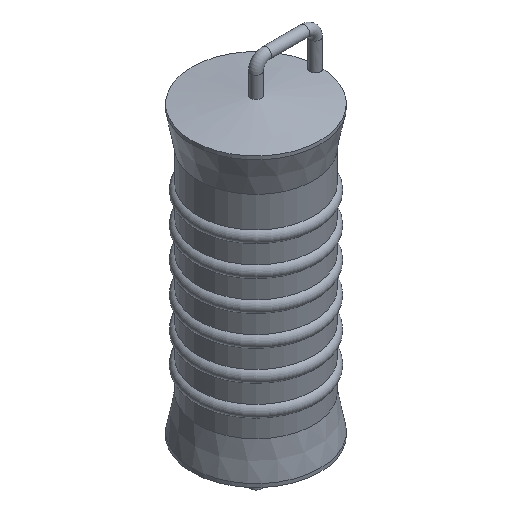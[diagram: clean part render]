
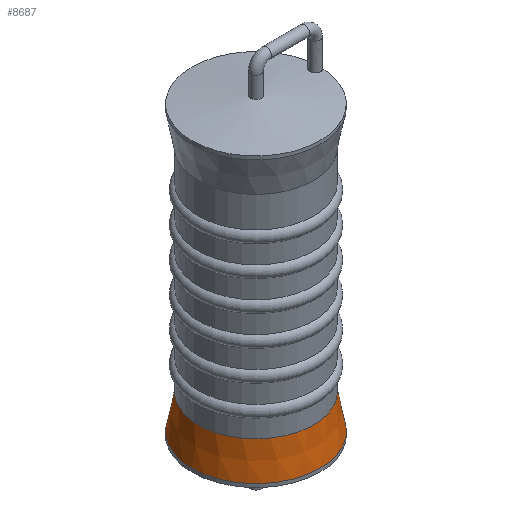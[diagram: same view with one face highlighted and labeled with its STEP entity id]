
A CAD part, isometric view. The second image highlights one B-rep face of the part: STEP entity #8687.
In plain terms, the highlighted conical face has half-angle 10.535 degrees and reference radius 5.5 mm.
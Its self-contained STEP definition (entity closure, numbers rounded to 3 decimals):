
#4180 = VERTEX_POINT('',#4181);
#4181 = CARTESIAN_POINT('',(4.932,-0.425,4.));
#4243 = EDGE_CURVE('',#4180,#4244,#4246,.T.);
#4244 = VERTEX_POINT('',#4245);
#4245 = CARTESIAN_POINT('',(5.497,-0.168,1.043));
#4246 = B_SPLINE_CURVE_WITH_KNOTS('',5,(#4247,#4248,#4249,#4250,#4251,
    #4252,#4253,#4254,#4255,#4256,#4257,#4258,#4259,#4260,#4261,#4262,
    #4263,#4264,#4265,#4266,#4267,#4268,#4269,#4270,#4271,#4272,#4273,
    #4274,#4275,#4276,#4277,#4278,#4279,#4280),.UNSPECIFIED.,.F.,.F.,(6,
    4,4,4,4,4,4,4,6),(0.,0.117,0.233,
    0.35,0.47,0.595,0.724,
    0.855,1.),.UNSPECIFIED.);
#4247 = CARTESIAN_POINT('',(4.932,-0.425,4.));
#4248 = CARTESIAN_POINT('',(4.947,-0.43,
    3.914));
#4249 = CARTESIAN_POINT('',(4.963,-0.435,
    3.827));
#4250 = CARTESIAN_POINT('',(4.979,-0.439,
    3.738));
#4251 = CARTESIAN_POINT('',(4.996,-0.442,
    3.647));
#4252 = CARTESIAN_POINT('',(5.03,-0.447,
    3.466));
#4253 = CARTESIAN_POINT('',(5.046,-0.449,
    3.374));
#4254 = CARTESIAN_POINT('',(5.063,-0.45,
    3.283));
#4255 = CARTESIAN_POINT('',(5.08,-0.45,
    3.192));
#4256 = CARTESIAN_POINT('',(5.114,-0.449,
    3.01));
#4257 = CARTESIAN_POINT('',(5.132,-0.448,
    2.919));
#4258 = CARTESIAN_POINT('',(5.148,-0.445,
    2.83));
#4259 = CARTESIAN_POINT('',(5.165,-0.442,
    2.742));
#4260 = CARTESIAN_POINT('',(5.198,-0.435,
    2.568));
#4261 = CARTESIAN_POINT('',(5.215,-0.43,2.482
    ));
#4262 = CARTESIAN_POINT('',(5.231,-0.424,2.397)
  );
#4263 = CARTESIAN_POINT('',(5.247,-0.418,
    2.316));
#4264 = CARTESIAN_POINT('',(5.278,-0.405,
    2.155));
#4265 = CARTESIAN_POINT('',(5.293,-0.397,
    2.076));
#4266 = CARTESIAN_POINT('',(5.308,-0.389,
    2.));
#4267 = CARTESIAN_POINT('',(5.322,-0.38,1.926
    ));
#4268 = CARTESIAN_POINT('',(5.35,-0.36,
    1.784));
#4269 = CARTESIAN_POINT('',(5.364,-0.35,1.714
    ));
#4270 = CARTESIAN_POINT('',(5.377,-0.339,1.648)
  );
#4271 = CARTESIAN_POINT('',(5.389,-0.328,
    1.586));
#4272 = CARTESIAN_POINT('',(5.413,-0.303,
    1.466));
#4273 = CARTESIAN_POINT('',(5.424,-0.291,1.408
    ));
#4274 = CARTESIAN_POINT('',(5.435,-0.277,
    1.354));
#4275 = CARTESIAN_POINT('',(5.445,-0.264,1.304
    ));
#4276 = CARTESIAN_POINT('',(5.465,-0.234,
    1.206));
#4277 = CARTESIAN_POINT('',(5.474,-0.218,
    1.158));
#4278 = CARTESIAN_POINT('',(5.483,-0.202,1.115
    ));
#4279 = CARTESIAN_POINT('',(5.491,-0.185,
    1.077));
#4280 = CARTESIAN_POINT('',(5.497,-0.168,1.043));
#4310 = VERTEX_POINT('',#4311);
#4311 = CARTESIAN_POINT('',(5.497,0.168,1.043));
#4320 = EDGE_CURVE('',#4310,#4321,#4323,.T.);
#4321 = VERTEX_POINT('',#4322);
#4322 = CARTESIAN_POINT('',(4.932,0.425,4.));
#4323 = B_SPLINE_CURVE_WITH_KNOTS('',5,(#4324,#4325,#4326,#4327,#4328,
    #4329,#4330,#4331,#4332,#4333,#4334,#4335,#4336,#4337,#4338,#4339,
    #4340,#4341,#4342,#4343,#4344,#4345,#4346,#4347,#4348,#4349,#4350,
    #4351,#4352,#4353,#4354,#4355,#4356,#4357),.UNSPECIFIED.,.F.,.F.,(6,
    4,4,4,4,4,4,4,6),(0.,0.129,0.26,
    0.389,0.514,0.634,0.752,
    0.868,1.),.UNSPECIFIED.);
#4324 = CARTESIAN_POINT('',(5.497,0.168,1.043));
#4325 = CARTESIAN_POINT('',(5.491,0.183,1.073
    ));
#4326 = CARTESIAN_POINT('',(5.484,0.198,1.107
    ));
#4327 = CARTESIAN_POINT('',(5.477,0.213,1.145)
  );
#4328 = CARTESIAN_POINT('',(5.469,0.227,1.185
    ));
#4329 = CARTESIAN_POINT('',(5.451,0.255,1.275
    ));
#4330 = CARTESIAN_POINT('',(5.441,0.269,1.323)
  );
#4331 = CARTESIAN_POINT('',(5.431,0.283,1.375
    ));
#4332 = CARTESIAN_POINT('',(5.42,0.296,1.431)
  );
#4333 = CARTESIAN_POINT('',(5.397,0.32,1.547)
  );
#4334 = CARTESIAN_POINT('',(5.385,0.332,1.608
    ));
#4335 = CARTESIAN_POINT('',(5.372,0.343,1.672
    ));
#4336 = CARTESIAN_POINT('',(5.359,0.354,1.74
    ));
#4337 = CARTESIAN_POINT('',(5.331,0.374,1.879
    ));
#4338 = CARTESIAN_POINT('',(5.317,0.383,1.951)
  );
#4339 = CARTESIAN_POINT('',(5.303,0.392,2.026
    ));
#4340 = CARTESIAN_POINT('',(5.288,0.4,2.104
    ));
#4341 = CARTESIAN_POINT('',(5.257,0.414,2.262)
  );
#4342 = CARTESIAN_POINT('',(5.241,0.421,2.342
    ));
#4343 = CARTESIAN_POINT('',(5.225,0.426,2.425
    ));
#4344 = CARTESIAN_POINT('',(5.209,0.431,2.511
    ));
#4345 = CARTESIAN_POINT('',(5.176,0.44,2.683)
  );
#4346 = CARTESIAN_POINT('',(5.16,0.443,2.77
    ));
#4347 = CARTESIAN_POINT('',(5.143,0.446,2.859
    ));
#4348 = CARTESIAN_POINT('',(5.126,0.448,2.949
    ));
#4349 = CARTESIAN_POINT('',(5.092,0.45,3.13
    ));
#4350 = CARTESIAN_POINT('',(5.075,0.45,3.221
    ));
#4351 = CARTESIAN_POINT('',(5.058,0.45,3.312
    ));
#4352 = CARTESIAN_POINT('',(5.041,0.449,3.404
    ));
#4353 = CARTESIAN_POINT('',(5.005,0.444,3.598
    ));
#4354 = CARTESIAN_POINT('',(4.986,0.441,3.701
    ));
#4355 = CARTESIAN_POINT('',(4.968,0.436,3.803
    ));
#4356 = CARTESIAN_POINT('',(4.949,0.431,3.903)
  );
#4357 = CARTESIAN_POINT('',(4.932,0.425,4.));
#8371 = EDGE_CURVE('',#4244,#4310,#8372,.T.);
#8372 = CIRCLE('',#8373,5.5);
#8373 = AXIS2_PLACEMENT_3D('',#8374,#8375,#8376);
#8374 = CARTESIAN_POINT('',(0.,0.,1.043));
#8375 = DIRECTION('',(0.,0.,-1.));
#8376 = DIRECTION('',(1.,0.,0.));
#8676 = EDGE_CURVE('',#4180,#4321,#8677,.T.);
#8677 = CIRCLE('',#8678,4.95);
#8678 = AXIS2_PLACEMENT_3D('',#8679,#8680,#8681);
#8679 = CARTESIAN_POINT('',(0.,0.,4.));
#8680 = DIRECTION('',(0.,0.,-1.));
#8681 = DIRECTION('',(1.,0.,0.));
#8687 = ADVANCED_FACE('',(#8688),#8694,.T.);
#8688 = FACE_BOUND('',#8689,.F.);
#8689 = EDGE_LOOP('',(#8690,#8691,#8692,#8693));
#8690 = ORIENTED_EDGE('',*,*,#4243,.T.);
#8691 = ORIENTED_EDGE('',*,*,#8371,.T.);
#8692 = ORIENTED_EDGE('',*,*,#4320,.T.);
#8693 = ORIENTED_EDGE('',*,*,#8676,.F.);
#8694 = CONICAL_SURFACE('',#8695,5.5,0.184);
#8695 = AXIS2_PLACEMENT_3D('',#8696,#8697,#8698);
#8696 = CARTESIAN_POINT('',(0.,0.,1.043));
#8697 = DIRECTION('',(0.,0.,-1.));
#8698 = DIRECTION('',(1.,0.,0.));
